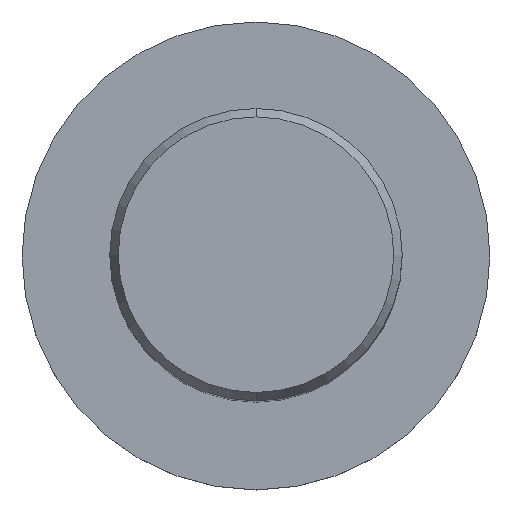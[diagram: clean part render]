
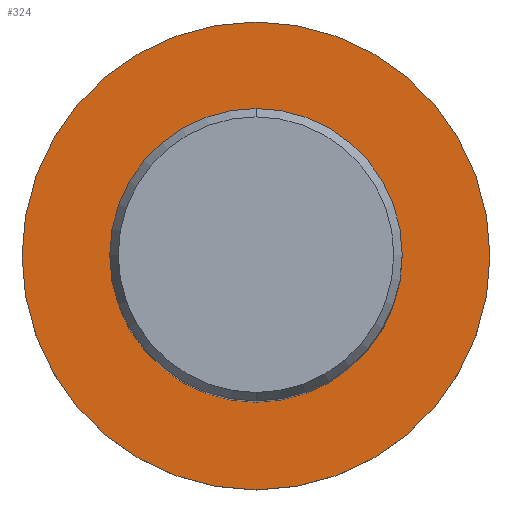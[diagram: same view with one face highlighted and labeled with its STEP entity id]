
A CAD part, top view. The second image highlights one B-rep face of the part: STEP entity #324.
In plain terms, the highlighted planar face has unit normal (0, 0, 1).
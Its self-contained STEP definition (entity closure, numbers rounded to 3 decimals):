
#244=EDGE_CURVE('',#372,#316,#581,.T.);
#300=VERTEX_POINT('',#642);
#316=VERTEX_POINT('',#660);
#324=ADVANCED_FACE('',(#668,#669),#670,.T.);
#332=VERTEX_POINT('',#678);
#370=EDGE_CURVE('',#332,#300,#720,.T.);
#372=VERTEX_POINT('',#722);
#412=EDGE_CURVE('',#300,#332,#767,.T.);
#470=EDGE_CURVE('',#316,#372,#832,.T.);
#581=CIRCLE('',#998,10.0);
#642=CARTESIAN_POINT('',(0.,-16.0,-50.0));
#660=CARTESIAN_POINT('',(0.0,10.0,-50.0));
#668=FACE_BOUND('',#1190,.T.);
#669=FACE_OUTER_BOUND('',#1191,.T.);
#670=PLANE('',#1192);
#678=CARTESIAN_POINT('',(0.0,16.0,-50.0));
#720=CIRCLE('',#1308,16.0);
#722=CARTESIAN_POINT('',(0.,-10.0,-50.0));
#767=CIRCLE('',#1383,16.0);
#832=CIRCLE('',#1518,10.0);
#998=AXIS2_PLACEMENT_3D('',#1646,#1647,#1648);
#1190=EDGE_LOOP('',(#1730,#1731));
#1191=EDGE_LOOP('',(#1732,#1733));
#1192=AXIS2_PLACEMENT_3D('',#1734,#1735,#1736);
#1308=AXIS2_PLACEMENT_3D('',#1783,#1784,#1785);
#1383=AXIS2_PLACEMENT_3D('',#1852,#1853,#1854);
#1518=AXIS2_PLACEMENT_3D('',#1940,#1941,#1942);
#1646=CARTESIAN_POINT('',(0.0,0.0,-50.0));
#1647=DIRECTION('',(-0.0,0.0,-1.0));
#1648=DIRECTION('',(0.0,1.0,0.0));
#1730=ORIENTED_EDGE('',*,*,#470,.T.);
#1731=ORIENTED_EDGE('',*,*,#244,.T.);
#1732=ORIENTED_EDGE('',*,*,#370,.F.);
#1733=ORIENTED_EDGE('',*,*,#412,.F.);
#1734=CARTESIAN_POINT('',(0.0,8.0,-50.0));
#1735=DIRECTION('',(-0.0,0.0,1.0));
#1736=DIRECTION('',(0.0,-1.0,0.0));
#1783=CARTESIAN_POINT('',(0.0,0.0,-50.0));
#1784=DIRECTION('',(0.0,0.0,-1.0));
#1785=DIRECTION('',(0.0,1.0,0.0));
#1852=CARTESIAN_POINT('',(0.0,0.0,-50.0));
#1853=DIRECTION('',(0.0,0.0,-1.0));
#1854=DIRECTION('',(0.0,1.0,0.0));
#1940=CARTESIAN_POINT('',(0.0,0.0,-50.0));
#1941=DIRECTION('',(-0.0,0.0,-1.0));
#1942=DIRECTION('',(0.0,1.0,0.0));
